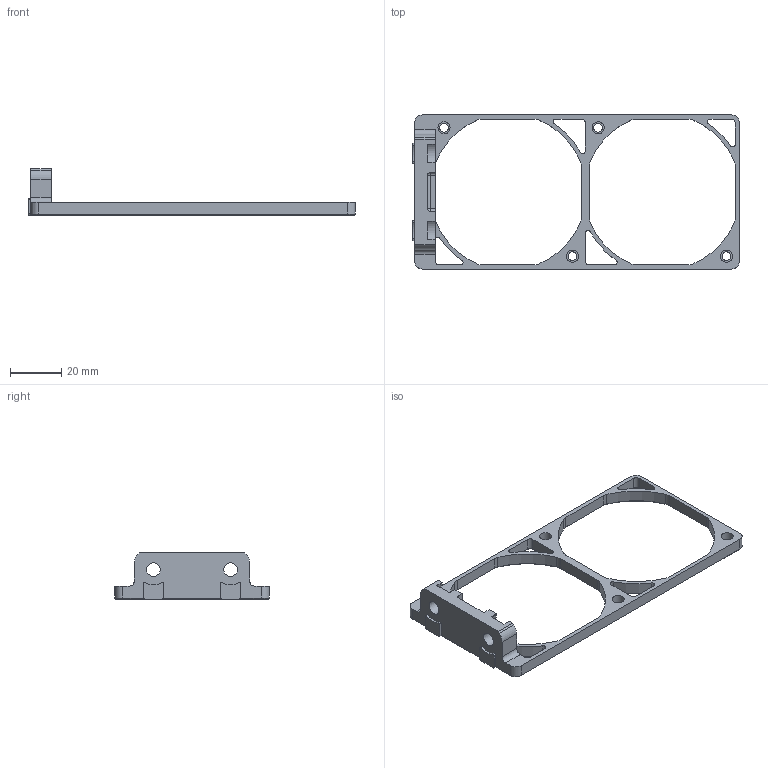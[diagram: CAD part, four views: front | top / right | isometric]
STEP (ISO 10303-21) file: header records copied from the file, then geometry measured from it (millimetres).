
FILE_DESCRIPTION(/* description */ (''),/* implementation_level */ '2;1');
FILE_NAME(/* name */ 'VSW_Double_60mm_Fan_Mount.step',/* time_stamp */ '2022-04-02T15:13:19+02:00',/* author */ (''),/* organization */ (''),/* preprocessor_version */ 'ST-DEVELOPER v18.1',/* originating_system */ 'Autodesk Translation Framework v10.14.0.1471',/* authorisation */ '');
FILE_SCHEMA (('AUTOMOTIVE_DESIGN { 1 0 10303 214 3 1 1 }'));
Length unit declared in the file: millimetre
Products named in the file (1): 60mm Fan Mount Double
Bounding box: 127.2 x 60 x 18 mm (x, y, z)
Volume: 11241.1 mm3; surface area: 9525.8 mm2
Topology: 1 solids, 1 shells, 193 faces, 497 edges, 308 vertices
Faces by surface type: cylinder 79, plane 68, cone 44, sphere 2
Full cylindrical faces by diameter (mm): 3.4 x4, 4.7 x4, 5.4 x2
Entity records: 5945 total; most frequent: DIRECTION 1091, CARTESIAN_POINT 999, ORIENTED_EDGE 994, EDGE_CURVE 497, AXIS2_PLACEMENT_3D 400, VERTEX_POINT 308, LINE 291, VECTOR 291
